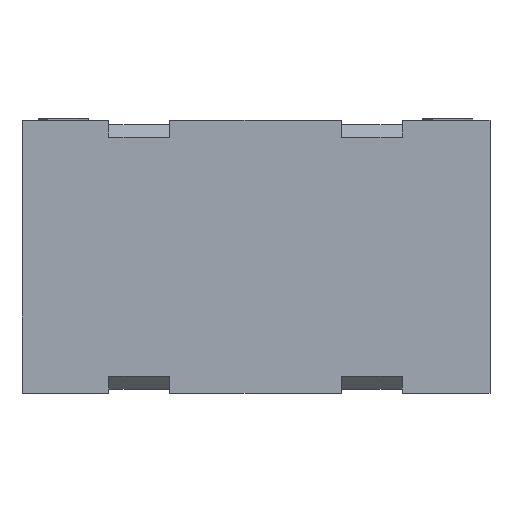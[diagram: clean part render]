
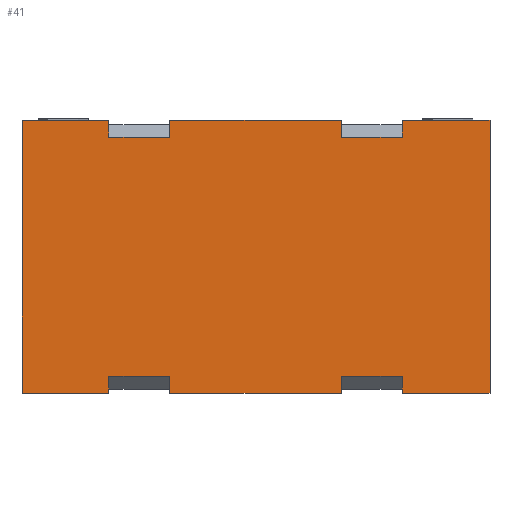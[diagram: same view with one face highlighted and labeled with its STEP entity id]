
A CAD part, top view. The second image highlights one B-rep face of the part: STEP entity #41.
In plain terms, the highlighted planar face has unit normal (0, 0, 1).
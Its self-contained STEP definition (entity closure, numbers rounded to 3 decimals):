
#41=ADVANCED_FACE('',(#101),#1015,.T.);
#101=FACE_OUTER_BOUND('',#161,.T.);
#161=EDGE_LOOP('',(#358,#359,#360,#361,#362,#363,#364,#365,#366,#367,#368,
#369,#370,#371,#372,#373,#374,#375,#376,#377));
#358=ORIENTED_EDGE('',*,*,#649,.T.);
#359=ORIENTED_EDGE('',*,*,#572,.F.);
#360=ORIENTED_EDGE('',*,*,#650,.T.);
#361=ORIENTED_EDGE('',*,*,#651,.T.);
#362=ORIENTED_EDGE('',*,*,#652,.T.);
#363=ORIENTED_EDGE('',*,*,#637,.T.);
#364=ORIENTED_EDGE('',*,*,#653,.T.);
#365=ORIENTED_EDGE('',*,*,#654,.T.);
#366=ORIENTED_EDGE('',*,*,#655,.T.);
#367=ORIENTED_EDGE('',*,*,#640,.T.);
#368=ORIENTED_EDGE('',*,*,#656,.T.);
#369=ORIENTED_EDGE('',*,*,#618,.F.);
#370=ORIENTED_EDGE('',*,*,#657,.T.);
#371=ORIENTED_EDGE('',*,*,#658,.T.);
#372=ORIENTED_EDGE('',*,*,#659,.T.);
#373=ORIENTED_EDGE('',*,*,#648,.F.);
#374=ORIENTED_EDGE('',*,*,#660,.T.);
#375=ORIENTED_EDGE('',*,*,#661,.T.);
#376=ORIENTED_EDGE('',*,*,#662,.T.);
#377=ORIENTED_EDGE('',*,*,#590,.F.);
#572=EDGE_CURVE('',#914,#915,#740,.T.);
#590=EDGE_CURVE('',#923,#924,#752,.T.);
#618=EDGE_CURVE('',#948,#949,#777,.T.);
#637=EDGE_CURVE('',#961,#960,#790,.T.);
#640=EDGE_CURVE('',#964,#962,#793,.T.);
#648=EDGE_CURVE('',#968,#967,#801,.T.);
#649=EDGE_CURVE('',#923,#915,#802,.T.);
#650=EDGE_CURVE('',#914,#969,#803,.T.);
#651=EDGE_CURVE('',#969,#970,#804,.T.);
#652=EDGE_CURVE('',#970,#961,#805,.T.);
#653=EDGE_CURVE('',#960,#971,#806,.T.);
#654=EDGE_CURVE('',#971,#972,#807,.T.);
#655=EDGE_CURVE('',#972,#964,#808,.T.);
#656=EDGE_CURVE('',#962,#949,#809,.T.);
#657=EDGE_CURVE('',#948,#973,#810,.T.);
#658=EDGE_CURVE('',#973,#974,#811,.T.);
#659=EDGE_CURVE('',#974,#967,#812,.T.);
#660=EDGE_CURVE('',#968,#975,#813,.T.);
#661=EDGE_CURVE('',#975,#976,#814,.T.);
#662=EDGE_CURVE('',#976,#924,#815,.T.);
#740=B_SPLINE_CURVE_WITH_KNOTS('',1,(#1599,#1600),.UNSPECIFIED.,.F.,.F.,
(2,2),(-9.7,0.),.UNSPECIFIED.);
#752=B_SPLINE_CURVE_WITH_KNOTS('',1,(#1644,#1645),.UNSPECIFIED.,.F.,.F.,
(2,2),(0.,9.7),.UNSPECIFIED.);
#777=B_SPLINE_CURVE_WITH_KNOTS('',1,(#1703,#1704),.UNSPECIFIED.,.F.,.F.,
(2,2),(0.,9.8),.UNSPECIFIED.);
#790=B_SPLINE_CURVE_WITH_KNOTS('',1,(#1747,#1748),.UNSPECIFIED.,.F.,.F.,
(2,2),(0.,19.2),.UNSPECIFIED.);
#793=B_SPLINE_CURVE_WITH_KNOTS('',1,(#1753,#1754),.UNSPECIFIED.,.F.,.F.,
(2,2),(0.,9.8),.UNSPECIFIED.);
#801=B_SPLINE_CURVE_WITH_KNOTS('',1,(#1769,#1770),.UNSPECIFIED.,.F.,.F.,
(2,2),(0.,19.2),.UNSPECIFIED.);
#802=B_SPLINE_CURVE_WITH_KNOTS('',1,(#1771,#1772),.UNSPECIFIED.,.F.,.F.,
(2,2),(-30.475,0.),.UNSPECIFIED.);
#803=B_SPLINE_CURVE_WITH_KNOTS('',1,(#1773,#1774),.UNSPECIFIED.,.F.,.F.,
(2,2),(0.,1.867),.UNSPECIFIED.);
#804=B_SPLINE_CURVE_WITH_KNOTS('',1,(#1775,#1776),.UNSPECIFIED.,.F.,.F.,
(2,2),(0.,6.8),.UNSPECIFIED.);
#805=B_SPLINE_CURVE_WITH_KNOTS('',1,(#1777,#1778),.UNSPECIFIED.,.F.,.F.,
(2,2),(0.,1.867),.UNSPECIFIED.);
#806=B_SPLINE_CURVE_WITH_KNOTS('',1,(#1779,#1780),.UNSPECIFIED.,.F.,.F.,
(2,2),(0.,1.867),.UNSPECIFIED.);
#807=B_SPLINE_CURVE_WITH_KNOTS('',1,(#1781,#1782),.UNSPECIFIED.,.F.,.F.,
(2,2),(0.,6.8),.UNSPECIFIED.);
#808=B_SPLINE_CURVE_WITH_KNOTS('',1,(#1783,#1784),.UNSPECIFIED.,.F.,.F.,
(2,2),(-1.867,0.),.UNSPECIFIED.);
#809=B_SPLINE_CURVE_WITH_KNOTS('',1,(#1785,#1786),.UNSPECIFIED.,.F.,.F.,
(2,2),(0.,30.475),.UNSPECIFIED.);
#810=B_SPLINE_CURVE_WITH_KNOTS('',1,(#1787,#1788),.UNSPECIFIED.,.F.,.F.,
(2,2),(-1.867,0.),.UNSPECIFIED.);
#811=B_SPLINE_CURVE_WITH_KNOTS('',1,(#1789,#1790),.UNSPECIFIED.,.F.,.F.,
(2,2),(-6.8,0.),.UNSPECIFIED.);
#812=B_SPLINE_CURVE_WITH_KNOTS('',1,(#1791,#1792),.UNSPECIFIED.,.F.,.F.,
(2,2),(0.,1.867),.UNSPECIFIED.);
#813=B_SPLINE_CURVE_WITH_KNOTS('',1,(#1793,#1794),.UNSPECIFIED.,.F.,.F.,
(2,2),(0.,1.867),.UNSPECIFIED.);
#814=B_SPLINE_CURVE_WITH_KNOTS('',1,(#1795,#1796),.UNSPECIFIED.,.F.,.F.,
(2,2),(-6.8,0.),.UNSPECIFIED.);
#815=B_SPLINE_CURVE_WITH_KNOTS('',1,(#1797,#1798),.UNSPECIFIED.,.F.,.F.,
(2,2),(0.,1.867),.UNSPECIFIED.);
#914=VERTEX_POINT('',#1444);
#915=VERTEX_POINT('',#1445);
#923=VERTEX_POINT('',#1453);
#924=VERTEX_POINT('',#1454);
#948=VERTEX_POINT('',#1478);
#949=VERTEX_POINT('',#1479);
#960=VERTEX_POINT('',#1490);
#961=VERTEX_POINT('',#1491);
#962=VERTEX_POINT('',#1492);
#964=VERTEX_POINT('',#1494);
#967=VERTEX_POINT('',#1497);
#968=VERTEX_POINT('',#1498);
#969=VERTEX_POINT('',#1499);
#970=VERTEX_POINT('',#1500);
#971=VERTEX_POINT('',#1501);
#972=VERTEX_POINT('',#1502);
#973=VERTEX_POINT('',#1503);
#974=VERTEX_POINT('',#1504);
#975=VERTEX_POINT('',#1505);
#976=VERTEX_POINT('',#1506);
#1015=PLANE('',#1095);
#1095=AXIS2_PLACEMENT_3D('',#1345,#1148,$);
#1148=DIRECTION('',(0.,0.,1.));
#1345=CARTESIAN_POINT('',(-32.631,143.974,-124.475));
#1444=CARTESIAN_POINT('',(-17.7,110.45,-124.475));
#1445=CARTESIAN_POINT('',(-27.4,110.45,-124.475));
#1453=CARTESIAN_POINT('',(-27.4,140.925,-124.475));
#1454=CARTESIAN_POINT('',(-17.7,140.925,-124.475));
#1478=CARTESIAN_POINT('',(15.1,140.925,-124.475));
#1479=CARTESIAN_POINT('',(24.9,140.925,-124.475));
#1490=CARTESIAN_POINT('',(8.3,110.45,-124.475));
#1491=CARTESIAN_POINT('',(-10.9,110.45,-124.475));
#1492=CARTESIAN_POINT('',(24.9,110.45,-124.475));
#1494=CARTESIAN_POINT('',(15.1,110.45,-124.475));
#1497=CARTESIAN_POINT('',(8.3,140.925,-124.475));
#1498=CARTESIAN_POINT('',(-10.9,140.925,-124.475));
#1499=CARTESIAN_POINT('',(-17.7,112.318,-124.475));
#1500=CARTESIAN_POINT('',(-10.9,112.318,-124.475));
#1501=CARTESIAN_POINT('',(8.3,112.318,-124.475));
#1502=CARTESIAN_POINT('',(15.1,112.318,-124.475));
#1503=CARTESIAN_POINT('',(15.1,139.058,-124.475));
#1504=CARTESIAN_POINT('',(8.3,139.058,-124.475));
#1505=CARTESIAN_POINT('',(-10.9,139.058,-124.475));
#1506=CARTESIAN_POINT('',(-17.7,139.058,-124.475));
#1599=CARTESIAN_POINT('',(-17.7,110.45,-124.475));
#1600=CARTESIAN_POINT('',(-27.4,110.45,-124.475));
#1644=CARTESIAN_POINT('',(-27.4,140.925,-124.475));
#1645=CARTESIAN_POINT('',(-17.7,140.925,-124.475));
#1703=CARTESIAN_POINT('',(15.1,140.925,-124.475));
#1704=CARTESIAN_POINT('',(24.9,140.925,-124.475));
#1747=CARTESIAN_POINT('',(-10.9,110.45,-124.475));
#1748=CARTESIAN_POINT('',(8.3,110.45,-124.475));
#1753=CARTESIAN_POINT('',(15.1,110.45,-124.475));
#1754=CARTESIAN_POINT('',(24.9,110.45,-124.475));
#1769=CARTESIAN_POINT('',(-10.9,140.925,-124.475));
#1770=CARTESIAN_POINT('',(8.3,140.925,-124.475));
#1771=CARTESIAN_POINT('',(-27.4,140.925,-124.475));
#1772=CARTESIAN_POINT('',(-27.4,110.45,-124.475));
#1773=CARTESIAN_POINT('',(-17.7,110.45,-124.475));
#1774=CARTESIAN_POINT('',(-17.7,112.318,-124.475));
#1775=CARTESIAN_POINT('',(-17.7,112.318,-124.475));
#1776=CARTESIAN_POINT('',(-10.9,112.318,-124.475));
#1777=CARTESIAN_POINT('',(-10.9,112.318,-124.475));
#1778=CARTESIAN_POINT('',(-10.9,110.45,-124.475));
#1779=CARTESIAN_POINT('',(8.3,110.45,-124.475));
#1780=CARTESIAN_POINT('',(8.3,112.318,-124.475));
#1781=CARTESIAN_POINT('',(8.3,112.318,-124.475));
#1782=CARTESIAN_POINT('',(15.1,112.318,-124.475));
#1783=CARTESIAN_POINT('',(15.1,112.318,-124.475));
#1784=CARTESIAN_POINT('',(15.1,110.45,-124.475));
#1785=CARTESIAN_POINT('',(24.9,110.45,-124.475));
#1786=CARTESIAN_POINT('',(24.9,140.925,-124.475));
#1787=CARTESIAN_POINT('',(15.1,140.925,-124.475));
#1788=CARTESIAN_POINT('',(15.1,139.058,-124.475));
#1789=CARTESIAN_POINT('',(15.1,139.058,-124.475));
#1790=CARTESIAN_POINT('',(8.3,139.058,-124.475));
#1791=CARTESIAN_POINT('',(8.3,139.058,-124.475));
#1792=CARTESIAN_POINT('',(8.3,140.925,-124.475));
#1793=CARTESIAN_POINT('',(-10.9,140.925,-124.475));
#1794=CARTESIAN_POINT('',(-10.9,139.058,-124.475));
#1795=CARTESIAN_POINT('',(-10.9,139.058,-124.475));
#1796=CARTESIAN_POINT('',(-17.7,139.058,-124.475));
#1797=CARTESIAN_POINT('',(-17.7,139.058,-124.475));
#1798=CARTESIAN_POINT('',(-17.7,140.925,-124.475));
